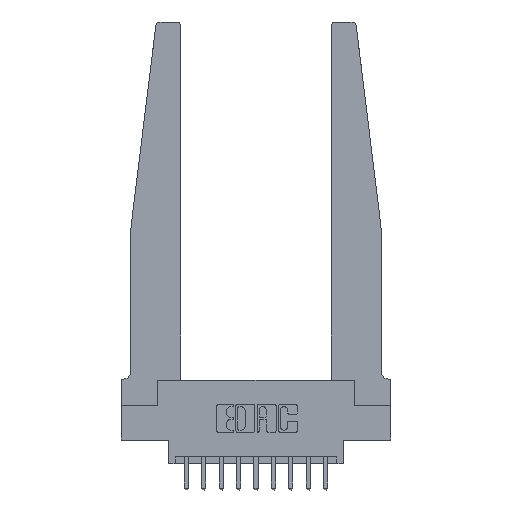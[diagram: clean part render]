
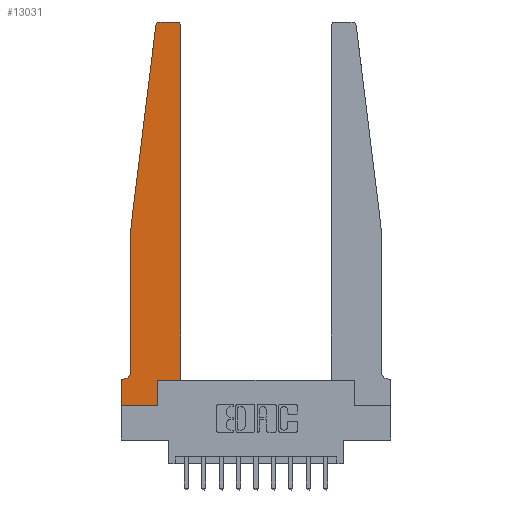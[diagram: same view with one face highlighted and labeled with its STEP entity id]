
A CAD part, top view. The second image highlights one B-rep face of the part: STEP entity #13031.
In plain terms, the highlighted planar face has unit normal (0, 0, 1).
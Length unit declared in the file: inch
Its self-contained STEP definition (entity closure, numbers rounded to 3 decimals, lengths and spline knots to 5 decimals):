
#111 = LINE ( 'NONE', #12304, #1910 ) ;
#175 = CIRCLE ( 'NONE', #5227, 0.03 ) ;
#465 = DIRECTION ( 'NONE',  ( 0., -1., 0. ) ) ;
#471 = EDGE_CURVE ( 'NONE', #9558, #13538, #111, .T. ) ;
#488 = LINE ( 'NONE', #11337, #14025 ) ;
#639 = EDGE_CURVE ( 'NONE', #10639, #13661, #13152, .T. ) ;
#703 = ORIENTED_EDGE ( 'NONE', *, *, #6979, .T. ) ;
#717 = CARTESIAN_POINT ( 'NONE',  ( 0.065, 1.25, 0.37 ) ) ;
#762 = CARTESIAN_POINT ( 'NONE',  ( 0.015, 0.2375, 0.37 ) ) ;
#851 = CARTESIAN_POINT ( 'NONE',  ( 0.2605, 0.18, 0.37 ) ) ;
#1028 = VERTEX_POINT ( 'NONE', #851 ) ;
#1217 = CARTESIAN_POINT ( 'NONE',  ( 0.065, 1.25, 0.37 ) ) ;
#1557 = DIRECTION ( 'NONE',  ( -0.122, -0.992, 0. ) ) ;
#1620 = DIRECTION ( 'NONE',  ( 1., 0., 0. ) ) ;
#1819 = AXIS2_PLACEMENT_3D ( 'NONE', #762, #4238, #5345 ) ;
#1857 = ORIENTED_EDGE ( 'NONE', *, *, #4801, .T. ) ;
#1910 = VECTOR ( 'NONE', #13746, 39.37008 ) ;
#1912 = DIRECTION ( 'NONE',  ( 1., 0., 0. ) ) ;
#1952 = ORIENTED_EDGE ( 'NONE', *, *, #13099, .T. ) ;
#1978 = DIRECTION ( 'NONE',  ( 0., 0., 1. ) ) ;
#2355 = VERTEX_POINT ( 'NONE', #8953 ) ;
#2950 = LINE ( 'NONE', #4051, #11834 ) ;
#3381 = ORIENTED_EDGE ( 'NONE', *, *, #12266, .T. ) ;
#3945 = CARTESIAN_POINT ( 'NONE',  ( 0.425, 0.18, 0.37 ) ) ;
#4051 = CARTESIAN_POINT ( 'NONE',  ( 0., 0., 0.37 ) ) ;
#4104 = EDGE_LOOP ( 'NONE', ( #1952, #11225, #7924, #4697, #8980, #3381, #4297, #11741, #1857, #703, #12930, #5212 ) ) ;
#4238 = DIRECTION ( 'NONE',  ( 0., 0., -1. ) ) ;
#4297 = ORIENTED_EDGE ( 'NONE', *, *, #13354, .T. ) ;
#4347 = DIRECTION ( 'NONE',  ( -1., 0., 0. ) ) ;
#4419 = DIRECTION ( 'NONE',  ( 0., 1., 0. ) ) ;
#4432 = VECTOR ( 'NONE', #5542, 39.37008 ) ;
#4589 = CARTESIAN_POINT ( 'NONE',  ( 0.25, 2.75, 0.37 ) ) ;
#4593 = VECTOR ( 'NONE', #4347, 39.37008 ) ;
#4697 = ORIENTED_EDGE ( 'NONE', *, *, #6515, .T. ) ;
#4715 = DIRECTION ( 'NONE',  ( -1., 0., 0. ) ) ;
#4801 = EDGE_CURVE ( 'NONE', #2355, #1028, #488, .T. ) ;
#5212 = ORIENTED_EDGE ( 'NONE', *, *, #8288, .T. ) ;
#5227 = AXIS2_PLACEMENT_3D ( 'NONE', #5332, #13765, #1620 ) ;
#5304 = DIRECTION ( 'NONE',  ( 0., 0., 1. ) ) ;
#5332 = CARTESIAN_POINT ( 'NONE',  ( 0.395, 2.72, 0.37 ) ) ;
#5345 = DIRECTION ( 'NONE',  ( -1., 0., 0. ) ) ;
#5465 = AXIS2_PLACEMENT_3D ( 'NONE', #10685, #1978, #11708 ) ;
#5542 = DIRECTION ( 'NONE',  ( 0., -1., 0. ) ) ;
#5935 = EDGE_CURVE ( 'NONE', #10862, #2355, #2950, .T. ) ;
#6363 = AXIS2_PLACEMENT_3D ( 'NONE', #11405, #5304, #13736 ) ;
#6515 = EDGE_CURVE ( 'NONE', #14079, #7802, #9483, .T. ) ;
#6979 = EDGE_CURVE ( 'NONE', #1028, #9558, #7969, .T. ) ;
#7134 = VECTOR ( 'NONE', #4715, 39.37008 ) ;
#7682 = VECTOR ( 'NONE', #1557, 39.37008 ) ;
#7802 = VERTEX_POINT ( 'NONE', #8457 ) ;
#7882 = CARTESIAN_POINT ( 'NONE',  ( 0., 0.1875, 0.37 ) ) ;
#7924 = ORIENTED_EDGE ( 'NONE', *, *, #13844, .T. ) ;
#7969 = LINE ( 'NONE', #12834, #9569 ) ;
#8288 = EDGE_CURVE ( 'NONE', #13538, #15444, #175, .T. ) ;
#8457 = CARTESIAN_POINT ( 'NONE',  ( 0.065, 0.2375, 0.37 ) ) ;
#8953 = CARTESIAN_POINT ( 'NONE',  ( 0.2605, 0., 0.37 ) ) ;
#8980 = ORIENTED_EDGE ( 'NONE', *, *, #13980, .T. ) ;
#9291 = CARTESIAN_POINT ( 'NONE',  ( 0., 0., 0.37 ) ) ;
#9483 = LINE ( 'NONE', #717, #4432 ) ;
#9558 = VERTEX_POINT ( 'NONE', #3945 ) ;
#9569 = VECTOR ( 'NONE', #1912, 39.37008 ) ;
#9726 = VECTOR ( 'NONE', #465, 39.37008 ) ;
#10019 = LINE ( 'NONE', #11208, #7682 ) ;
#10576 = LINE ( 'NONE', #14150, #7134 ) ;
#10612 = CARTESIAN_POINT ( 'NONE',  ( 0.27653, 2.75, 0.37 ) ) ;
#10639 = VERTEX_POINT ( 'NONE', #10612 ) ;
#10685 = CARTESIAN_POINT ( 'NONE',  ( 0.27653, 2.72, 0.37 ) ) ;
#10862 = VERTEX_POINT ( 'NONE', #9291 ) ;
#11208 = CARTESIAN_POINT ( 'NONE',  ( 0.065, 1.25, 0.37 ) ) ;
#11225 = ORIENTED_EDGE ( 'NONE', *, *, #639, .T. ) ;
#11241 = CIRCLE ( 'NONE', #1819, 0.05 ) ;
#11337 = CARTESIAN_POINT ( 'NONE',  ( 0.2605, 0.18, 0.37 ) ) ;
#11389 = LINE ( 'NONE', #15124, #9726 ) ;
#11405 = CARTESIAN_POINT ( 'NONE',  ( 0., 0.1875, 0.37 ) ) ;
#11475 = PLANE ( 'NONE',  #6363 ) ;
#11486 = DIRECTION ( 'NONE',  ( 1., 0., 0. ) ) ;
#11708 = DIRECTION ( 'NONE',  ( 1., 0., 0. ) ) ;
#11741 = ORIENTED_EDGE ( 'NONE', *, *, #5935, .T. ) ;
#11834 = VECTOR ( 'NONE', #11486, 39.37008 ) ;
#12116 = CARTESIAN_POINT ( 'NONE',  ( 0.24675, 2.72367, 0.37 ) ) ;
#12266 = EDGE_CURVE ( 'NONE', #13743, #13052, #10576, .T. ) ;
#12304 = CARTESIAN_POINT ( 'NONE',  ( 0.425, 0.18, 0.37 ) ) ;
#12677 = FACE_OUTER_BOUND ( 'NONE', #4104, .T. ) ;
#12834 = CARTESIAN_POINT ( 'NONE',  ( 0.425, 0.18, 0.37 ) ) ;
#12930 = ORIENTED_EDGE ( 'NONE', *, *, #471, .T. ) ;
#13031 = ADVANCED_FACE ( 'NONE', ( #12677 ), #11475, .T. ) ;
#13052 = VERTEX_POINT ( 'NONE', #7882 ) ;
#13099 = EDGE_CURVE ( 'NONE', #15444, #10639, #13890, .T. ) ;
#13152 = CIRCLE ( 'NONE', #5465, 0.03 ) ;
#13354 = EDGE_CURVE ( 'NONE', #13052, #10862, #11389, .T. ) ;
#13537 = CARTESIAN_POINT ( 'NONE',  ( 0.015, 0.1875, 0.37 ) ) ;
#13538 = VERTEX_POINT ( 'NONE', #15205 ) ;
#13661 = VERTEX_POINT ( 'NONE', #12116 ) ;
#13736 = DIRECTION ( 'NONE',  ( 1., 0., 0. ) ) ;
#13743 = VERTEX_POINT ( 'NONE', #13537 ) ;
#13746 = DIRECTION ( 'NONE',  ( 0., 1., 0. ) ) ;
#13765 = DIRECTION ( 'NONE',  ( 0., 0., 1. ) ) ;
#13844 = EDGE_CURVE ( 'NONE', #13661, #14079, #10019, .T. ) ;
#13890 = LINE ( 'NONE', #4589, #4593 ) ;
#13980 = EDGE_CURVE ( 'NONE', #7802, #13743, #11241, .T. ) ;
#14025 = VECTOR ( 'NONE', #4419, 39.37008 ) ;
#14079 = VERTEX_POINT ( 'NONE', #1217 ) ;
#14150 = CARTESIAN_POINT ( 'NONE',  ( 0.065, 0.1875, 0.37 ) ) ;
#15124 = CARTESIAN_POINT ( 'NONE',  ( 0., 0., 0.37 ) ) ;
#15205 = CARTESIAN_POINT ( 'NONE',  ( 0.425, 2.72, 0.37 ) ) ;
#15254 = CARTESIAN_POINT ( 'NONE',  ( 0.395, 2.75, 0.37 ) ) ;
#15444 = VERTEX_POINT ( 'NONE', #15254 ) ;
